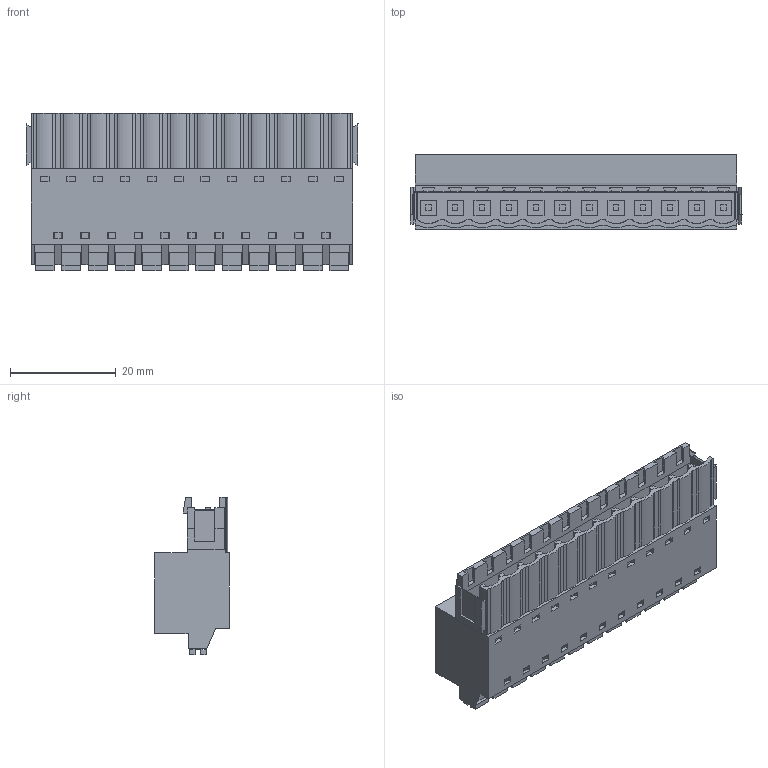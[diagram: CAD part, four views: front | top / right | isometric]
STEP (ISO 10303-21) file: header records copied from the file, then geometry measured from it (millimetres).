
FILE_DESCRIPTION(('CATIA V5 STEP Exchange','CAx-IF Rec.Pracs.--- Model Styling and Organization---1.4--- 2014-01-23'),'2;1');
FILE_NAME ('D1532865_0_1335550000_1335550000.stp','2022-05-18T10:03:56+00:00',('none'),('Weidmueller'),'CATIA Version 5-6 Release 2016 SP3 HF44','CATIA V5 STEP AP214','none');
FILE_SCHEMA(('AUTOMOTIVE_DESIGN { 1 0 10303 214 1 1 1 1 }'));
Length unit declared in the file: millimetre
Products named in the file (1): 1335550000
Bounding box: 62.91 x 14.2 x 29.93 mm (x, y, z)
Volume: 13477.3 mm3; surface area: 11975 mm2
Topology: 25 solids, 25 shells, 1195 faces, 3150 edges, 2063 vertices
Faces by surface type: plane 1063, cylinder 108, extrusion 24
Entity records: 34764 total; most frequent: CARTESIAN_POINT 7366, ORIENTED_EDGE 6300, DIRECTION 4368, EDGE_CURVE 3150, VECTOR 2920, LINE 2896, VERTEX_POINT 2063, EDGE_LOOP 1321
